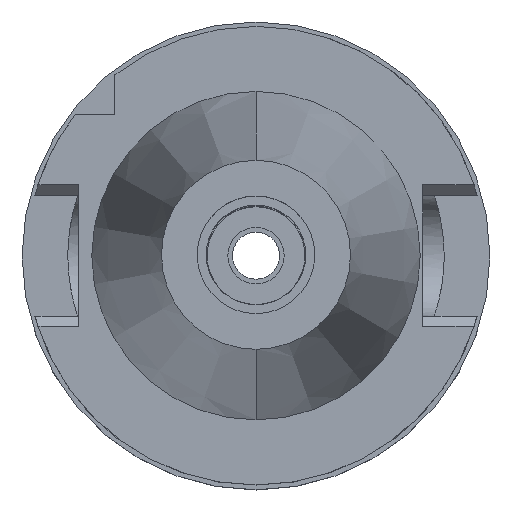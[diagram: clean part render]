
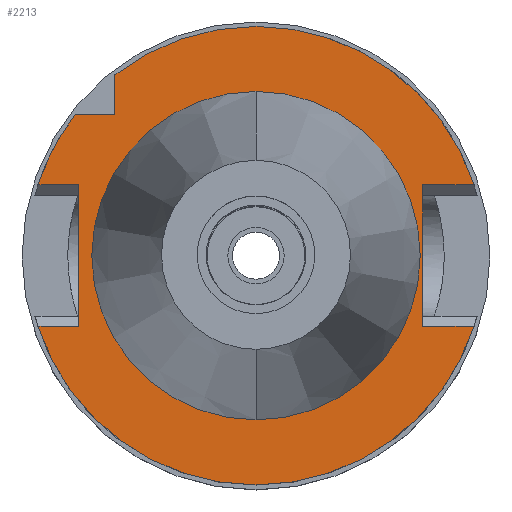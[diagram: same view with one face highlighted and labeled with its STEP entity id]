
A CAD part, top view. The second image highlights one B-rep face of the part: STEP entity #2213.
In plain terms, the highlighted planar face has unit normal (0, 0, 1).
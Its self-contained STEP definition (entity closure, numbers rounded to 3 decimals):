
#108=DIRECTION('',(-1.,0.,0.));
#109=VECTOR('',#108,8.669);
#110=CARTESIAN_POINT('',(-37.7,15.05,-1.5));
#111=LINE('',#110,#109);
#115=CARTESIAN_POINT('',(0.,0.,-1.5));
#116=DIRECTION('',(0.,0.,-1.));
#117=DIRECTION('',(-0.951,0.309,0.));
#118=AXIS2_PLACEMENT_3D('',#115,#116,#117);
#123=DIRECTION('',(0.,1.,0.));
#124=VECTOR('',#123,8.426);
#125=CARTESIAN_POINT('',(-30.,30.,-1.5));
#126=LINE('',#125,#124);
#130=CARTESIAN_POINT('',(0.,0.,-1.5));
#131=DIRECTION('',(0.,0.,-1.));
#132=DIRECTION('',(-0.615,0.788,0.));
#133=AXIS2_PLACEMENT_3D('',#130,#131,#132);
#138=CARTESIAN_POINT('',(0.,0.,-1.5));
#139=DIRECTION('',(0.,0.,-1.));
#140=DIRECTION('',(0.,1.,0.));
#141=AXIS2_PLACEMENT_3D('',#138,#139,#140);
#146=DIRECTION('',(0.,-1.,0.));
#147=VECTOR('',#146,30.1);
#148=CARTESIAN_POINT('',(35.5,15.05,-1.5));
#149=LINE('',#148,#147);
#153=DIRECTION('',(1.,0.,0.));
#154=VECTOR('',#153,10.869);
#155=CARTESIAN_POINT('',(35.5,-15.05,-1.5));
#156=LINE('',#155,#154);
#160=CARTESIAN_POINT('',(0.,0.,-1.5));
#161=DIRECTION('',(0.,0.,-1.));
#162=DIRECTION('',(0.951,-0.309,0.));
#163=AXIS2_PLACEMENT_3D('',#160,#161,#162);
#168=CARTESIAN_POINT('',(0.,0.,-1.5));
#169=DIRECTION('',(0.,0.,-1.));
#170=DIRECTION('',(0.,-1.,0.));
#171=AXIS2_PLACEMENT_3D('',#168,#169,#170);
#176=CARTESIAN_POINT('',(0.,0.,-1.5));
#177=DIRECTION('',(0.,0.,1.));
#178=DIRECTION('',(0.,-1.,0.));
#179=AXIS2_PLACEMENT_3D('',#176,#177,#178);
#184=CARTESIAN_POINT('',(0.,0.,-1.5));
#185=DIRECTION('',(0.,0.,1.));
#186=DIRECTION('',(0.,1.,0.));
#187=AXIS2_PLACEMENT_3D('',#184,#185,#186);
#192=DIRECTION('',(0.,-1.,0.));
#193=VECTOR('',#192,30.1);
#194=CARTESIAN_POINT('',(-37.7,15.05,-1.5));
#195=LINE('',#194,#193);
#244=DIRECTION('',(-1.,0.,0.));
#245=VECTOR('',#244,8.669);
#246=CARTESIAN_POINT('',(-37.7,-15.05,-1.5));
#247=LINE('',#246,#245);
#758=DIRECTION('',(1.,0.,0.));
#759=VECTOR('',#758,10.869);
#760=CARTESIAN_POINT('',(35.5,15.05,-1.5));
#761=LINE('',#760,#759);
#993=DIRECTION('',(-1.,0.,0.));
#994=VECTOR('',#993,8.426);
#995=CARTESIAN_POINT('',(-30.,30.,-1.5));
#996=LINE('',#995,#994);
#1787=CARTESIAN_POINT('',(0.,34.925,-1.5));
#1788=VERTEX_POINT('',#1787);
#1789=CARTESIAN_POINT('',(0.,-34.925,-1.5));
#1790=VERTEX_POINT('',#1789);
#1791=CARTESIAN_POINT('',(-37.7,15.05,-1.5));
#1792=CARTESIAN_POINT('',(-37.7,-15.05,-1.5));
#1793=VERTEX_POINT('',#1791);
#1794=VERTEX_POINT('',#1792);
#1795=CARTESIAN_POINT('',(-46.369,15.05,-1.5));
#1796=VERTEX_POINT('',#1795);
#1797=CARTESIAN_POINT('',(-38.426,30.,-1.5));
#1798=VERTEX_POINT('',#1797);
#1799=CARTESIAN_POINT('',(-30.,30.,-1.5));
#1800=VERTEX_POINT('',#1799);
#1801=CARTESIAN_POINT('',(-30.,38.426,-1.5));
#1802=VERTEX_POINT('',#1801);
#1803=CARTESIAN_POINT('',(0.,48.75,-1.5));
#1804=CARTESIAN_POINT('',(46.369,15.05,-1.5));
#1805=VERTEX_POINT('',#1803);
#1806=VERTEX_POINT('',#1804);
#1807=CARTESIAN_POINT('',(35.5,15.05,-1.5));
#1808=VERTEX_POINT('',#1807);
#1809=CARTESIAN_POINT('',(35.5,-15.05,-1.5));
#1810=VERTEX_POINT('',#1809);
#1811=CARTESIAN_POINT('',(46.369,-15.05,-1.5));
#1812=VERTEX_POINT('',#1811);
#1813=CARTESIAN_POINT('',(0.,-48.75,-1.5));
#1814=CARTESIAN_POINT('',(-46.369,-15.05,-1.5));
#1815=VERTEX_POINT('',#1813);
#1816=VERTEX_POINT('',#1814);
#2176=CARTESIAN_POINT('',(0.,0.,-1.5));
#2177=DIRECTION('',(0.,0.,1.));
#2178=DIRECTION('',(0.,1.,0.));
#2179=AXIS2_PLACEMENT_3D('',#2176,#2177,#2178);
#2180=PLANE('',#2179);
#2182=ORIENTED_EDGE('',*,*,#2181,.F.);
#2184=ORIENTED_EDGE('',*,*,#2183,.T.);
#2186=ORIENTED_EDGE('',*,*,#2185,.T.);
#2188=ORIENTED_EDGE('',*,*,#2187,.F.);
#2190=ORIENTED_EDGE('',*,*,#2189,.T.);
#2192=ORIENTED_EDGE('',*,*,#2191,.T.);
#2194=ORIENTED_EDGE('',*,*,#2193,.T.);
#2196=ORIENTED_EDGE('',*,*,#2195,.F.);
#2198=ORIENTED_EDGE('',*,*,#2197,.T.);
#2200=ORIENTED_EDGE('',*,*,#2199,.T.);
#2202=ORIENTED_EDGE('',*,*,#2201,.T.);
#2204=ORIENTED_EDGE('',*,*,#2203,.T.);
#2206=ORIENTED_EDGE('',*,*,#2205,.F.);
#2207=EDGE_LOOP('',(#2182,#2184,#2186,#2188,#2190,#2192,#2194,#2196,#2198,#2200,
#2202,#2204,#2206));
#2208=FACE_OUTER_BOUND('',#2207,.F.);
#2209=ORIENTED_EDGE('',*,*,#2155,.T.);
#2210=ORIENTED_EDGE('',*,*,#2171,.T.);
#2211=EDGE_LOOP('',(#2209,#2210));
#2212=FACE_BOUND('',#2211,.F.);
#119=CIRCLE('',#118,48.75);
#134=CIRCLE('',#133,48.75);
#142=CIRCLE('',#141,48.75);
#164=CIRCLE('',#163,48.75);
#172=CIRCLE('',#171,48.75);
#180=CIRCLE('',#179,34.925);
#188=CIRCLE('',#187,34.925);
#2155=EDGE_CURVE('',#1790,#1788,#180,.T.);
#2171=EDGE_CURVE('',#1788,#1790,#188,.T.);
#2181=EDGE_CURVE('',#1793,#1794,#195,.T.);
#2183=EDGE_CURVE('',#1793,#1796,#111,.T.);
#2185=EDGE_CURVE('',#1796,#1798,#119,.T.);
#2187=EDGE_CURVE('',#1800,#1798,#996,.T.);
#2189=EDGE_CURVE('',#1800,#1802,#126,.T.);
#2191=EDGE_CURVE('',#1802,#1805,#134,.T.);
#2193=EDGE_CURVE('',#1805,#1806,#142,.T.);
#2195=EDGE_CURVE('',#1808,#1806,#761,.T.);
#2197=EDGE_CURVE('',#1808,#1810,#149,.T.);
#2199=EDGE_CURVE('',#1810,#1812,#156,.T.);
#2201=EDGE_CURVE('',#1812,#1815,#164,.T.);
#2203=EDGE_CURVE('',#1815,#1816,#172,.T.);
#2205=EDGE_CURVE('',#1794,#1816,#247,.T.);
#2213=ADVANCED_FACE('',(#2208,#2212),#2180,.T.);
